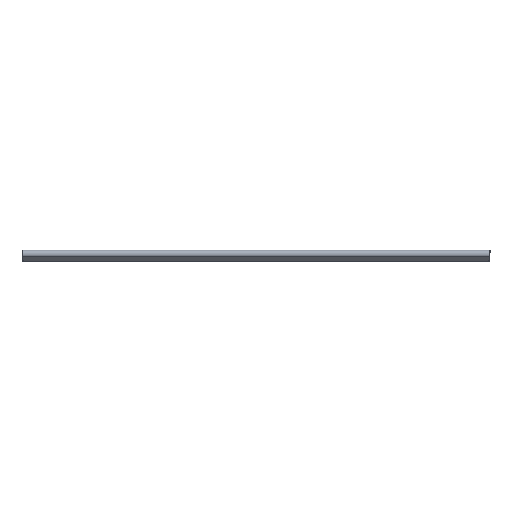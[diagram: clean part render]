
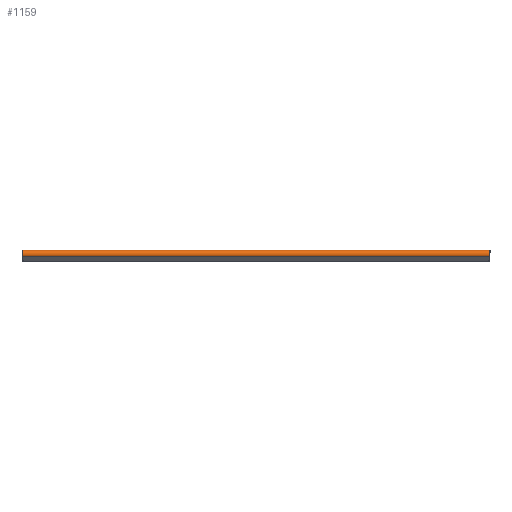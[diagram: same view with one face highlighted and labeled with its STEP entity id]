
A CAD part, top view. The second image highlights one B-rep face of the part: STEP entity #1159.
In plain terms, the highlighted cylindrical face has radius 3.5 mm (diameter 7 mm), a partial arc.
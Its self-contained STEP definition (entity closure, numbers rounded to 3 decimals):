
#19 = LINE ( 'NONE', #3983, #1109 ) ;
#71 = DIRECTION ( 'NONE',  ( 0., 0., 1. ) ) ;
#106 = VERTEX_POINT ( 'NONE', #1596 ) ;
#172 = CARTESIAN_POINT ( 'NONE',  ( -55., 2., 23.05 ) ) ;
#190 = DIRECTION ( 'NONE',  ( 0., 0., 1. ) ) ;
#328 = CARTESIAN_POINT ( 'NONE',  ( 355., -3.975, 25.525 ) ) ;
#636 = DIRECTION ( 'NONE',  ( 1., 0., 0. ) ) ;
#899 = CARTESIAN_POINT ( 'NONE',  ( 355., 2., 23.05 ) ) ;
#954 = ORIENTED_EDGE ( 'NONE', *, *, #2405, .F. ) ;
#1026 = CARTESIAN_POINT ( 'NONE',  ( 0., -3.975, 25.525 ) ) ;
#1029 = CYLINDRICAL_SURFACE ( 'NONE', #1292, 3.5 ) ;
#1056 = EDGE_CURVE ( 'NONE', #106, #1205, #1635, .T. ) ;
#1060 = ORIENTED_EDGE ( 'NONE', *, *, #1056, .F. ) ;
#1109 = VECTOR ( 'NONE', #636, 1000. ) ;
#1147 = EDGE_LOOP ( 'NONE', ( #2428, #1060, #3665, #954 ) ) ;
#1159 = ADVANCED_FACE ( 'NONE', ( #2353 ), #1029, .T. ) ;
#1205 = VERTEX_POINT ( 'NONE', #172 ) ;
#1292 = AXIS2_PLACEMENT_3D ( 'NONE', #2712, #3382, #4064 ) ;
#1410 = CARTESIAN_POINT ( 'NONE',  ( -55., -1.5, 23.05 ) ) ;
#1507 = EDGE_CURVE ( 'NONE', #3070, #106, #2871, .T. ) ;
#1531 = VECTOR ( 'NONE', #1732, 1000. ) ;
#1596 = CARTESIAN_POINT ( 'NONE',  ( -55., -3.975, 25.525 ) ) ;
#1635 = CIRCLE ( 'NONE', #3477, 3.5 ) ;
#1732 = DIRECTION ( 'NONE',  ( -1., 0., 0. ) ) ;
#2138 = AXIS2_PLACEMENT_3D ( 'NONE', #4175, #2443, #190 ) ;
#2353 = FACE_OUTER_BOUND ( 'NONE', #1147, .T. ) ;
#2405 = EDGE_CURVE ( 'NONE', #3800, #3070, #2609, .T. ) ;
#2428 = ORIENTED_EDGE ( 'NONE', *, *, #3599, .F. ) ;
#2443 = DIRECTION ( 'NONE',  ( 1., 0., 0. ) ) ;
#2609 = CIRCLE ( 'NONE', #2138, 3.5 ) ;
#2693 = DIRECTION ( 'NONE',  ( -1., 0., 0. ) ) ;
#2712 = CARTESIAN_POINT ( 'NONE',  ( -55., -1.5, 23.05 ) ) ;
#2871 = LINE ( 'NONE', #1026, #1531 ) ;
#3070 = VERTEX_POINT ( 'NONE', #328 ) ;
#3382 = DIRECTION ( 'NONE',  ( -1., 0., 0. ) ) ;
#3477 = AXIS2_PLACEMENT_3D ( 'NONE', #1410, #2693, #71 ) ;
#3599 = EDGE_CURVE ( 'NONE', #1205, #3800, #19, .T. ) ;
#3665 = ORIENTED_EDGE ( 'NONE', *, *, #1507, .F. ) ;
#3800 = VERTEX_POINT ( 'NONE', #899 ) ;
#3983 = CARTESIAN_POINT ( 'NONE',  ( 355., 2., 23.05 ) ) ;
#4064 = DIRECTION ( 'NONE',  ( 0., -0.707, 0.707 ) ) ;
#4175 = CARTESIAN_POINT ( 'NONE',  ( 355., -1.5, 23.05 ) ) ;
